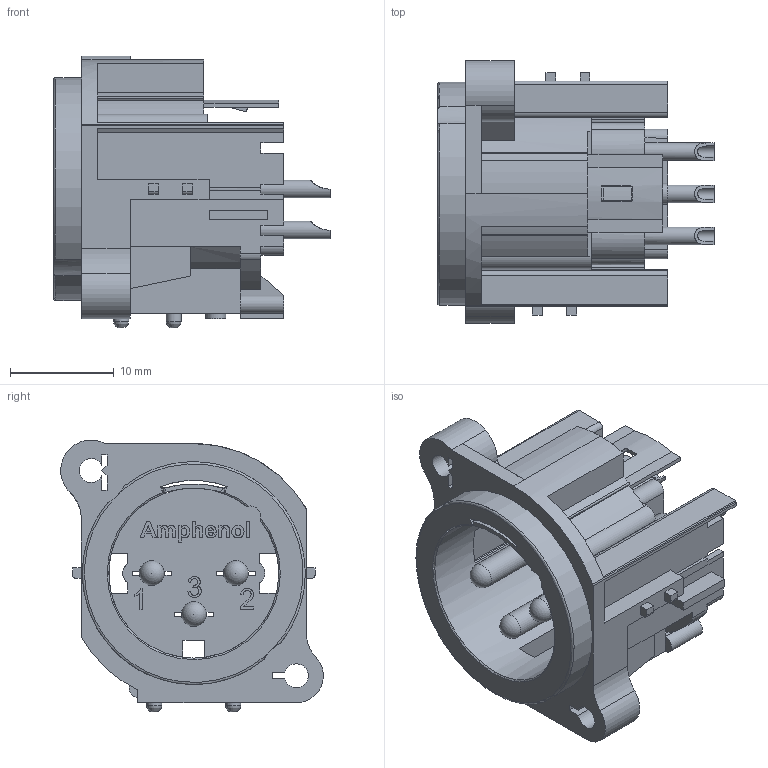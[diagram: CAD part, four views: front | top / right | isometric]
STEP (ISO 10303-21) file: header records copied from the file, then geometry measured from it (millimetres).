
FILE_DESCRIPTION((''),'2;1');
FILE_NAME('AC3MA-AU-B_Shrinkwrap_1.stp','2016-04-13T14:42:35',('minh'),(''),'Autodesk Inventor 2012','Autodesk Inventor 2012','');
FILE_SCHEMA(('AUTOMOTIVE_DESIGN { 1 0 10303 214 1 1 1 1 }'));
Length unit declared in the file: inch
Products named in the file (1): AC3MA-AU-B_Shrinkwrap_1
Bounding box: 26.7 x 25.34 x 26.25 mm (x, y, z)
Surface area: 5444.1 mm2 (no closed solid volume)
Topology: 0 solids, 25 shells, 383 faces, 1548 edges, 1166 vertices
Faces by surface type: plane 283, cylinder 80, bspline 10, torus 4, sphere 3, cone 3
Full cylindrical faces by diameter (mm): 1.12 x3, 1.45 x2, 1.7 x3, 1.9 x2, 2.4 x3, 4.8 x1
Entity records: 17667 total; most frequent: CARTESIAN_POINT 5128, ORIENTED_EDGE 2474, DIRECTION 2155, EDGE_CURVE 1502, VERTEX_POINT 1142, VECTOR 953, LINE 953, AXIS2_PLACEMENT_3D 601
